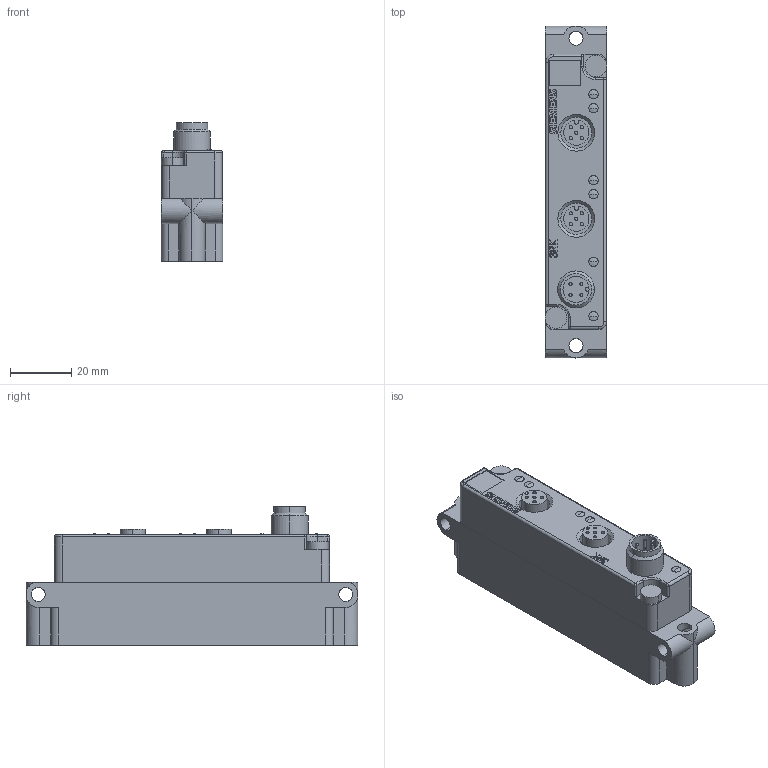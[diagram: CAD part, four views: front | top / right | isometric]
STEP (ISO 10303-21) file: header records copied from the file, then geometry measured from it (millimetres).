
FILE_DESCRIPTION(('STEP AP214'),'1');
FILE_NAME('cctmp_3FDB4439-BD96-4975-864C-A147344C270B_2023_07_24_18_01_10_0738..stp','2023-07-24T16:01:11',('SIEMENS A&D'),('CADClick - www.CADClick.com'),'Spatial InterOp 3D postprocessed',' ','unknown authorization');
FILE_SCHEMA(('AUTOMOTIVE_DESIGN'));
Length unit declared in the file: millimetre
Products named in the file (1): 2023_07_24_18_01_10_0707
Bounding box: 20 x 108 x 45 mm (x, y, z)
Volume: 67641 mm3; surface area: 14970.5 mm2
Topology: 1 solids, 1 shells, 331 faces, 836 edges, 542 vertices
Faces by surface type: plane 158, cylinder 104, bspline 43, sphere 12, torus 8, cone 6
Entity records: 12750 total; most frequent: CARTESIAN_POINT 3889, ORIENTED_EDGE 1672, DIRECTION 1524, EDGE_CURVE 836, VERTEX_POINT 542, AXIS2_PLACEMENT_3D 509, LINE 506, VECTOR 506
